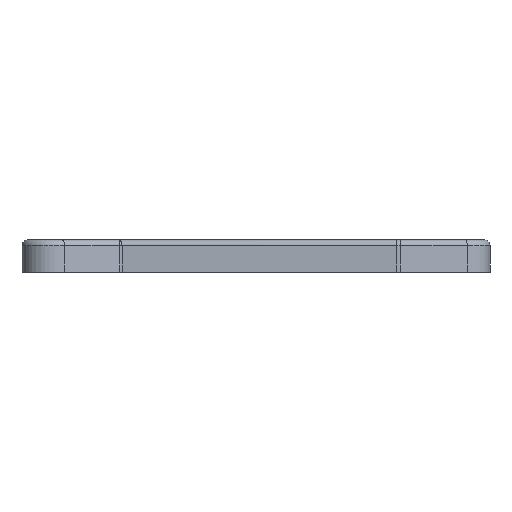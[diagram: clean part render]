
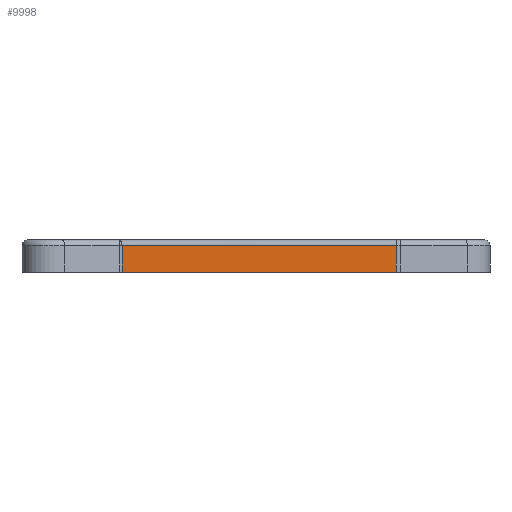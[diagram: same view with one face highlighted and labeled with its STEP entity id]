
A CAD part, front view. The second image highlights one B-rep face of the part: STEP entity #9998.
In plain terms, the highlighted planar face has unit normal (0, -1, 0).
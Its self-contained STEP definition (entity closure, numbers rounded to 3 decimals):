
#786=PLANE('',#10470);
#1526=FACE_OUTER_BOUND('',#2113,.T.);
#2113=EDGE_LOOP('',(#8216,#8217,#8218,#8219));
#2834=LINE('',#16906,#3668);
#2836=LINE('',#16935,#3670);
#2838=LINE('',#16941,#3672);
#2839=LINE('',#16942,#3673);
#3668=VECTOR('',#11401,10.);
#3670=VECTOR('',#11411,10.);
#3672=VECTOR('',#11417,10.);
#3673=VECTOR('',#11418,10.);
#4660=VERTEX_POINT('',#16903);
#4661=VERTEX_POINT('',#16905);
#4664=VERTEX_POINT('',#16934);
#4666=VERTEX_POINT('',#16940);
#5923=EDGE_CURVE('',#4660,#4661,#2834,.T.);
#5928=EDGE_CURVE('',#4661,#4664,#2836,.T.);
#5931=EDGE_CURVE('',#4660,#4666,#2838,.T.);
#5932=EDGE_CURVE('',#4666,#4664,#2839,.T.);
#8216=ORIENTED_EDGE('',*,*,#5923,.F.);
#8217=ORIENTED_EDGE('',*,*,#5931,.T.);
#8218=ORIENTED_EDGE('',*,*,#5932,.T.);
#8219=ORIENTED_EDGE('',*,*,#5928,.F.);
#9998=ADVANCED_FACE('',(#1526),#786,.T.);
#10470=AXIS2_PLACEMENT_3D('',#16939,#11415,#11416);
#11401=DIRECTION('',(0.,0.,1.));
#11411=DIRECTION('',(1.,0.,0.));
#11415=DIRECTION('center_axis',(0.,-1.,0.));
#11416=DIRECTION('ref_axis',(1.,0.,0.));
#11417=DIRECTION('',(1.,0.,0.));
#11418=DIRECTION('',(0.,0.,1.));
#16903=CARTESIAN_POINT('',(-15.905,-27.5,0.));
#16905=CARTESIAN_POINT('',(-15.905,-27.5,4.5));
#16906=CARTESIAN_POINT('',(-15.905,-27.5,0.));
#16934=CARTESIAN_POINT('',(31.,-27.5,4.5));
#16935=CARTESIAN_POINT('',(-4.574,-27.5,4.5));
#16939=CARTESIAN_POINT('Origin',(-16.149,-27.5,0.));
#16940=CARTESIAN_POINT('',(31.,-27.5,0.));
#16941=CARTESIAN_POINT('',(-16.149,-27.5,0.));
#16942=CARTESIAN_POINT('',(31.,-27.5,0.));
